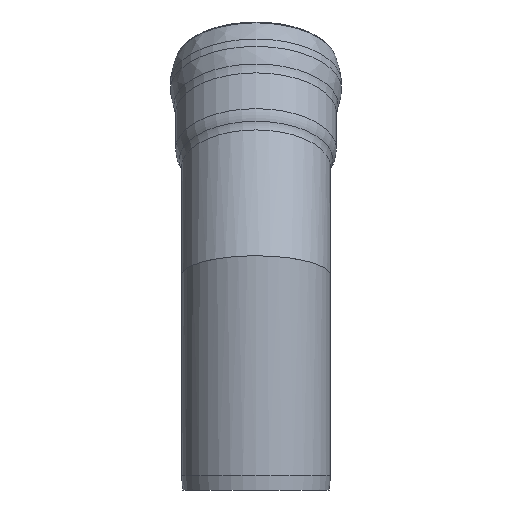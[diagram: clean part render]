
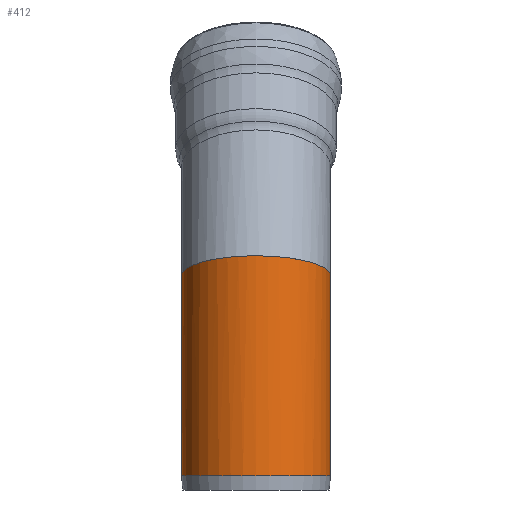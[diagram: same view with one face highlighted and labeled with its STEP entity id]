
A CAD part, left-side view. The second image highlights one B-rep face of the part: STEP entity #412.
In plain terms, the highlighted cylindrical face has radius 365 mm (diameter 730 mm), a full revolution.
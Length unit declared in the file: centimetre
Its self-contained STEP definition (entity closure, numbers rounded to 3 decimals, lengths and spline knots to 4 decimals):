
#46=FACE_OUTER_BOUND('',#72,.T.);
#72=EDGE_LOOP('',(#280,#281,#282,#283));
#100=ELLIPSE('',#443,37.7876,36.5);
#104=LINE('',#674,#120);
#120=VECTOR('',#517,36.5);
#136=CIRCLE('',#442,36.5);
#180=VERTEX_POINT('',#671);
#181=VERTEX_POINT('',#673);
#218=EDGE_CURVE('',#180,#180,#136,.T.);
#219=EDGE_CURVE('',#180,#181,#104,.T.);
#220=EDGE_CURVE('',#181,#181,#100,.T.);
#280=ORIENTED_EDGE('',*,*,#218,.F.);
#281=ORIENTED_EDGE('',*,*,#219,.T.);
#282=ORIENTED_EDGE('',*,*,#220,.F.);
#283=ORIENTED_EDGE('',*,*,#219,.F.);
#404=CYLINDRICAL_SURFACE('',#441,36.5);
#412=ADVANCED_FACE('',(#46),#404,.T.);
#441=AXIS2_PLACEMENT_3D('',#670,#513,#514);
#442=AXIS2_PLACEMENT_3D('',#672,#515,#516);
#443=AXIS2_PLACEMENT_3D('',#675,#518,#519);
#513=DIRECTION('center_axis',(0.,0.,-1.));
#514=DIRECTION('ref_axis',(1.,0.,0.));
#515=DIRECTION('center_axis',(0.,0.,-1.));
#516=DIRECTION('ref_axis',(1.,0.,0.));
#517=DIRECTION('',(0.,0.,1.));
#518=DIRECTION('center_axis',(0.259,0.,0.966));
#519=DIRECTION('ref_axis',(0.966,0.,-0.259));
#670=CARTESIAN_POINT('Origin',(0.,0.,8.5));
#671=CARTESIAN_POINT('',(-36.5,0.,7.));
#672=CARTESIAN_POINT('Origin',(0.,0.,7.));
#673=CARTESIAN_POINT('',(-36.5,0.,114.7801));
#674=CARTESIAN_POINT('',(-36.5,0.,8.5));
#675=CARTESIAN_POINT('Origin',(0.,0.,105.));
